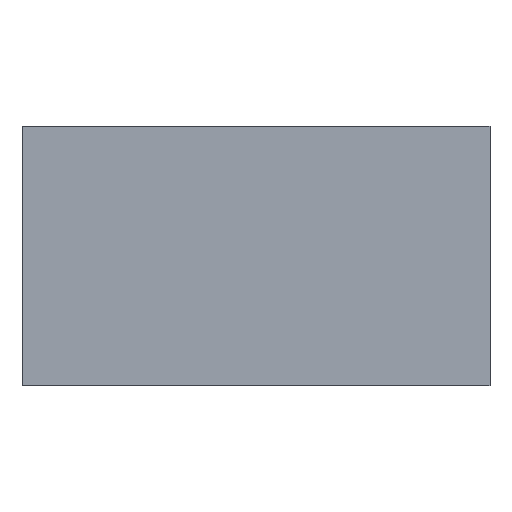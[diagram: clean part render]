
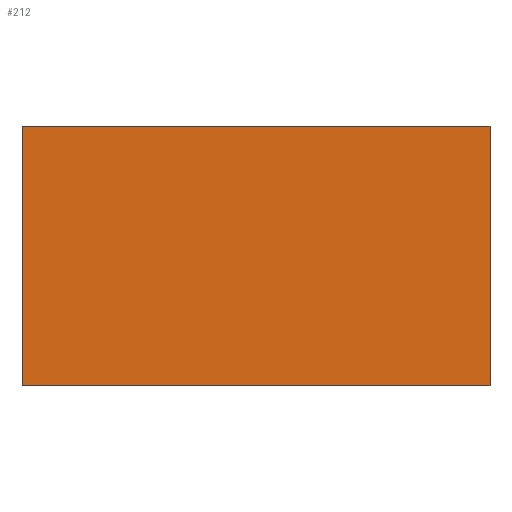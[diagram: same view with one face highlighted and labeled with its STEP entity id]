
A CAD part, front view. The second image highlights one B-rep face of the part: STEP entity #212.
In plain terms, the highlighted planar face has unit normal (0, -1, 0).
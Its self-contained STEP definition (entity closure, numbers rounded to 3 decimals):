
#12 = DIRECTION ( 'NONE',  ( 0., 0., 1. ) ) ;
#13 = EDGE_LOOP ( 'NONE', ( #203, #54, #104, #236 ) ) ;
#18 = VECTOR ( 'NONE', #95, 1000. ) ;
#22 = LINE ( 'NONE', #225, #219 ) ;
#43 = CARTESIAN_POINT ( 'NONE',  ( 13.5, -25., 0. ) ) ;
#44 = LINE ( 'NONE', #211, #18 ) ;
#54 = ORIENTED_EDGE ( 'NONE', *, *, #177, .F. ) ;
#59 = CARTESIAN_POINT ( 'NONE',  ( -13.5, -25., 15. ) ) ;
#60 = DIRECTION ( 'NONE',  ( 0., 0., -1. ) ) ;
#71 = VERTEX_POINT ( 'NONE', #43 ) ;
#78 = AXIS2_PLACEMENT_3D ( 'NONE', #115, #83, #12 ) ;
#81 = EDGE_CURVE ( 'NONE', #84, #71, #111, .T. ) ;
#83 = DIRECTION ( 'NONE',  ( 0., 1., 0. ) ) ;
#84 = VERTEX_POINT ( 'NONE', #94 ) ;
#93 = LINE ( 'NONE', #59, #119 ) ;
#94 = CARTESIAN_POINT ( 'NONE',  ( -13.5, -25., 0. ) ) ;
#95 = DIRECTION ( 'NONE',  ( 0., 0., -1. ) ) ;
#104 = ORIENTED_EDGE ( 'NONE', *, *, #139, .F. ) ;
#111 = LINE ( 'NONE', #207, #235 ) ;
#115 = CARTESIAN_POINT ( 'NONE',  ( -13.5, -25., 15. ) ) ;
#118 = CARTESIAN_POINT ( 'NONE',  ( 13.5, -25., 15. ) ) ;
#119 = VECTOR ( 'NONE', #130, 1000. ) ;
#126 = EDGE_CURVE ( 'NONE', #144, #84, #22, .T. ) ;
#130 = DIRECTION ( 'NONE',  ( 1., 0., 0. ) ) ;
#137 = PLANE ( 'NONE',  #78 ) ;
#139 = EDGE_CURVE ( 'NONE', #144, #184, #93, .T. ) ;
#144 = VERTEX_POINT ( 'NONE', #210 ) ;
#155 = FACE_OUTER_BOUND ( 'NONE', #13, .T. ) ;
#177 = EDGE_CURVE ( 'NONE', #184, #71, #44, .T. ) ;
#184 = VERTEX_POINT ( 'NONE', #118 ) ;
#194 = DIRECTION ( 'NONE',  ( 1., 0., 0. ) ) ;
#203 = ORIENTED_EDGE ( 'NONE', *, *, #81, .T. ) ;
#207 = CARTESIAN_POINT ( 'NONE',  ( -13.5, -25., 0. ) ) ;
#210 = CARTESIAN_POINT ( 'NONE',  ( -13.5, -25., 15. ) ) ;
#211 = CARTESIAN_POINT ( 'NONE',  ( 13.5, -25., 15. ) ) ;
#212 = ADVANCED_FACE ( 'NONE', ( #155 ), #137, .F. ) ;
#219 = VECTOR ( 'NONE', #60, 1000. ) ;
#225 = CARTESIAN_POINT ( 'NONE',  ( -13.5, -25., 15. ) ) ;
#235 = VECTOR ( 'NONE', #194, 1000. ) ;
#236 = ORIENTED_EDGE ( 'NONE', *, *, #126, .T. ) ;
